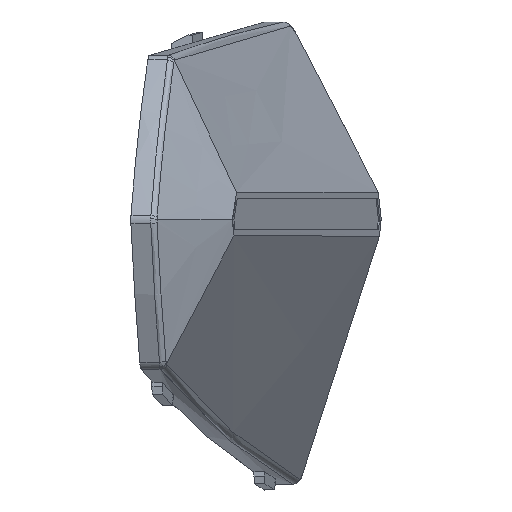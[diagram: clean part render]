
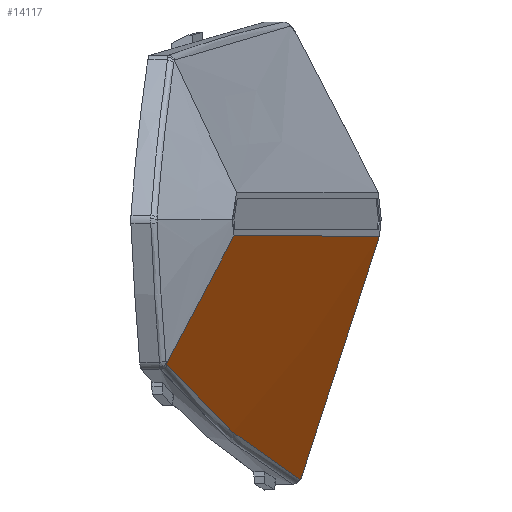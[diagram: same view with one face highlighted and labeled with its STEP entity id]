
A CAD part, left-side view. The second image highlights one B-rep face of the part: STEP entity #14117.
In plain terms, the highlighted free-form (B-spline) face has degree [3, 3] with [6, 4] control points.
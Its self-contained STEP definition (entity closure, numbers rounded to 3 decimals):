
#9645=DIRECTION('',(-0.307,-0.292,0.906));
#9646=VECTOR('',#9645,20.632);
#9647=CARTESIAN_POINT('',(-9.728,-53.281,
-16.324));
#9648=LINE('',#9647,#9646);
#9925=CARTESIAN_POINT('',(-68.572,-42.799,
-7.64));
#9926=CARTESIAN_POINT('',(-68.581,-42.798,
-7.638));
#9927=CARTESIAN_POINT('',(-68.604,-42.794,
-7.632));
#9928=CARTESIAN_POINT('',(-68.643,-42.789,
-7.619));
#9929=CARTESIAN_POINT('',(-68.687,-42.786,
-7.597));
#9930=CARTESIAN_POINT('',(-68.729,-42.786,
-7.569));
#9931=CARTESIAN_POINT('',(-68.77,-42.79,
-7.535));
#9932=CARTESIAN_POINT('',(-68.803,-42.796,
-7.497));
#9933=CARTESIAN_POINT('',(-68.822,-42.802,
-7.47));
#9934=CARTESIAN_POINT('',(-68.829,-42.805,
-7.457));
#9936=CARTESIAN_POINT('',(-9.728,-53.281,
-16.324));
#9937=CARTESIAN_POINT('',(-9.732,-53.277,
-16.331));
#9938=CARTESIAN_POINT('',(-9.741,-53.27,
-16.343));
#9939=CARTESIAN_POINT('',(-9.755,-53.259,
-16.363));
#9940=CARTESIAN_POINT('',(-9.764,-53.252,
-16.376));
#9941=CARTESIAN_POINT('',(-9.769,-53.249,
-16.382));
#9943=CARTESIAN_POINT('',(-9.769,-53.249,
-16.382));
#9944=CARTESIAN_POINT('',(-9.781,-53.239,
-16.4));
#9945=CARTESIAN_POINT('',(-9.807,-53.221,
-16.431));
#9946=CARTESIAN_POINT('',(-9.851,-53.197,
-16.469));
#9947=CARTESIAN_POINT('',(-9.894,-53.176,
-16.497));
#9948=CARTESIAN_POINT('',(-9.938,-53.158,
-16.519));
#9949=CARTESIAN_POINT('',(-9.983,-53.142,
-16.535));
#9950=CARTESIAN_POINT('',(-10.03,-53.127,
-16.546));
#9951=CARTESIAN_POINT('',(-10.081,-53.114,
-16.551));
#9952=CARTESIAN_POINT('',(-10.117,-53.107,
-16.55));
#9953=CARTESIAN_POINT('',(-10.136,-53.103,
-16.548));
#9954=CARTESIAN_POINT('',(-10.136,-53.103,
-16.548));
#9956=CARTESIAN_POINT('',(-10.136,-53.103,
-16.548));
#9957=CARTESIAN_POINT('',(-14.413,-52.348,
-16.102));
#9958=CARTESIAN_POINT('',(-22.521,-50.918,
-15.198));
#9959=CARTESIAN_POINT('',(-34.013,-48.89,
-13.71));
#9960=CARTESIAN_POINT('',(-44.221,-47.09,
-12.191));
#9961=CARTESIAN_POINT('',(-53.247,-45.499,
-10.671));
#9962=CARTESIAN_POINT('',(-61.235,-44.091,
-9.173));
#9963=CARTESIAN_POINT('',(-66.224,-43.213,
-8.146));
#9964=CARTESIAN_POINT('',(-68.572,-42.799,
-7.64));
#10001=DIRECTION('',(-0.398,0.429,-0.811));
#10002=VECTOR('',#10001,12.126);
#10003=CARTESIAN_POINT('',(-64.006,-48.009,
2.376));
#10004=LINE('',#10003,#10002);
#10447=CARTESIAN_POINT('',(-16.062,-59.305,
2.364));
#10448=CARTESIAN_POINT('',(-20.823,-58.184,
2.345));
#10449=CARTESIAN_POINT('',(-30.72,-55.842,
2.322));
#10450=CARTESIAN_POINT('',(-46.613,-52.105,
2.342));
#10451=CARTESIAN_POINT('',(-58.074,-49.406,
2.362));
#10452=CARTESIAN_POINT('',(-64.006,-48.009,
2.376));
#10601=CARTESIAN_POINT('',(-9.728,-53.281,
-16.324));
#12991=VERTEX_POINT('',#10601);
#12992=CARTESIAN_POINT('',(-16.062,-59.305,
2.364));
#12993=VERTEX_POINT('',#12992);
#13079=VERTEX_POINT('',#9925);
#13080=VERTEX_POINT('',#9934);
#13082=CARTESIAN_POINT('',(-64.006,-48.009,
2.376));
#13083=VERTEX_POINT('',#13082);
#13084=VERTEX_POINT('',#9941);
#13085=VERTEX_POINT('',#9954);
#14078=CARTESIAN_POINT('',(-64.375,-48.005,
2.576));
#14079=CARTESIAN_POINT('',(-66.132,-46.155,
-0.88));
#14080=CARTESIAN_POINT('',(-67.888,-44.306,
-4.336));
#14081=CARTESIAN_POINT('',(-69.645,-42.456,
-7.792));
#14082=CARTESIAN_POINT('',(-64.219,-48.042,
2.577));
#14083=CARTESIAN_POINT('',(-65.962,-46.192,
-0.894));
#14084=CARTESIAN_POINT('',(-67.705,-44.341,
-4.364));
#14085=CARTESIAN_POINT('',(-69.448,-42.491,
-7.834));
#14086=CARTESIAN_POINT('',(-48.159,-51.852,
2.637));
#14087=CARTESIAN_POINT('',(-48.519,-49.921,
-2.32));
#14088=CARTESIAN_POINT('',(-48.879,-47.989,
-7.276));
#14089=CARTESIAN_POINT('',(-49.238,-46.058,
-12.233));
#14090=CARTESIAN_POINT('',(-31.938,-55.701,
2.697));
#14091=CARTESIAN_POINT('',(-30.93,-53.682,
-3.198));
#14092=CARTESIAN_POINT('',(-29.922,-51.663,
-9.094));
#14093=CARTESIAN_POINT('',(-28.915,-49.645,
-14.989));
#14094=CARTESIAN_POINT('',(-15.872,-59.513,
2.757));
#14095=CARTESIAN_POINT('',(-13.617,-57.389,-3.835));
#14096=CARTESIAN_POINT('',(-11.362,-55.265,
-10.427));
#14097=CARTESIAN_POINT('',(-9.106,-53.14,
-17.019));
#14098=CARTESIAN_POINT('',(-15.71,-59.552,
2.757));
#14099=CARTESIAN_POINT('',(-13.442,-57.426,
-3.842));
#14100=CARTESIAN_POINT('',(-11.174,-55.301,
-10.44));
#14101=CARTESIAN_POINT('',(-8.907,-53.176,
-17.039));
#14102=B_SPLINE_SURFACE_WITH_KNOTS('',3,3,((#14078,#14079,#14080,#14081),
(#14082,#14083,#14084,#14085),(#14086,#14087,#14088,#14089),(#14090,#14091,
#14092,#14093),(#14094,#14095,#14096,#14097),(#14098,#14099,#14100,#14101)),
.UNSPECIFIED.,.F.,.F.,.F.,(4,1,1,4),(4,4),(-0.01,0.,1.,
1.01),(0.,1.),.UNSPECIFIED.);
#14103=ORIENTED_EDGE('',*,*,#14066,.T.);
#14105=ORIENTED_EDGE('',*,*,#14104,.F.);
#14107=ORIENTED_EDGE('',*,*,#14106,.F.);
#14108=ORIENTED_EDGE('',*,*,#13651,.F.);
#14110=ORIENTED_EDGE('',*,*,#14109,.T.);
#14112=ORIENTED_EDGE('',*,*,#14111,.T.);
#14114=ORIENTED_EDGE('',*,*,#14113,.T.);
#14115=EDGE_LOOP('',(#14103,#14105,#14107,#14108,#14110,#14112,#14114));
#14116=FACE_OUTER_BOUND('',#14115,.F.);
#9935=B_SPLINE_CURVE_WITH_KNOTS('',3,(#9925,#9926,#9927,#9928,#9929,#9930,#9931,
#9932,#9933,#9934),.UNSPECIFIED.,.F.,.F.,(4,1,1,1,1,1,1,4),(0.,
0.084,0.227,0.376,0.532,
0.696,0.868,1.),.UNSPECIFIED.);
#9942=B_SPLINE_CURVE_WITH_KNOTS('',3,(#9936,#9937,#9938,#9939,#9940,#9941),
.UNSPECIFIED.,.F.,.F.,(4,1,1,4),(0.,0.333,0.667,1.),
.UNSPECIFIED.);
#9955=B_SPLINE_CURVE_WITH_KNOTS('',3,(#9943,#9944,#9945,#9946,#9947,#9948,#9949,
#9950,#9951,#9952,#9953,#9954),.UNSPECIFIED.,.F.,.F.,(4,1,1,1,1,1,1,1,1,4),
(0.,0.154,0.29,0.413,0.527,
0.638,0.75,0.869,1.,1.),
.UNSPECIFIED.);
#9965=B_SPLINE_CURVE_WITH_KNOTS('',3,(#9956,#9957,#9958,#9959,#9960,#9961,#9962,
#9963,#9964),.UNSPECIFIED.,.F.,.F.,(4,1,1,1,1,1,4),(0.,0.218,
0.414,0.588,0.742,0.878,1.),
.UNSPECIFIED.);
#10453=B_SPLINE_CURVE_WITH_KNOTS('',3,(#10447,#10448,#10449,#10450,#10451,
#10452),.UNSPECIFIED.,.F.,.F.,(4,1,1,4),(0.,0.333,
0.667,1.),.UNSPECIFIED.);
#13651=EDGE_CURVE('',#12991,#12993,#9648,.T.);
#14066=EDGE_CURVE('',#13079,#13080,#9935,.T.);
#14104=EDGE_CURVE('',#13083,#13080,#10004,.T.);
#14106=EDGE_CURVE('',#12993,#13083,#10453,.T.);
#14109=EDGE_CURVE('',#12991,#13084,#9942,.T.);
#14111=EDGE_CURVE('',#13084,#13085,#9955,.T.);
#14113=EDGE_CURVE('',#13085,#13079,#9965,.T.);
#14117=ADVANCED_FACE('',(#14116),#14102,.F.);
